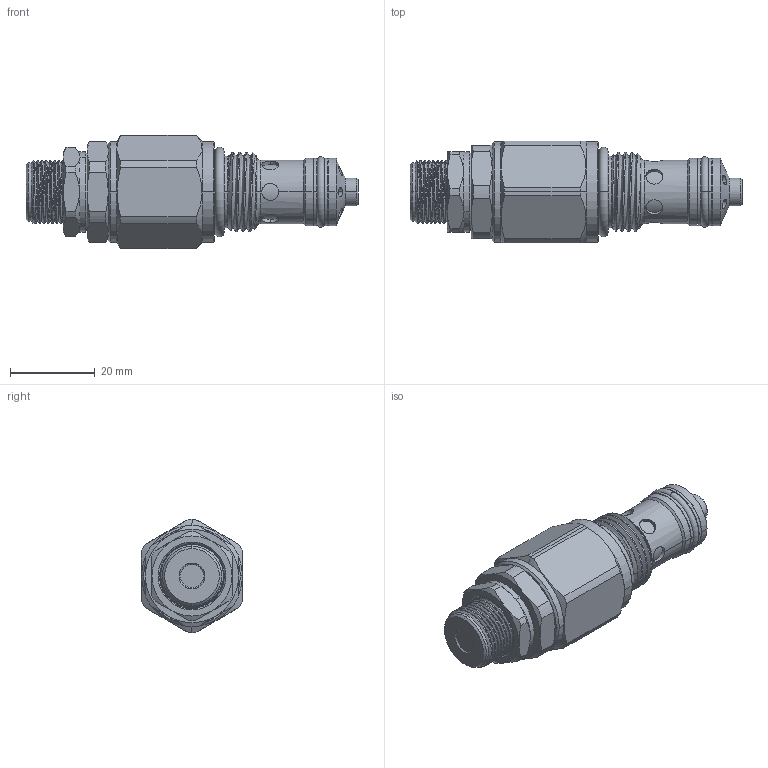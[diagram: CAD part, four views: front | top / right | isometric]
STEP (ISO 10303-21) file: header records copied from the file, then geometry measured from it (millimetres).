
FILE_DESCRIPTION (( 'STEP AP203' ), '1' );
FILE_NAME ('RD19E2S-L.STEP', '2024-06-14T06:51:57', ( '' ), ( '' ), 'SwSTEP 2.0', 'SolidWorks 2018', '' );
FILE_SCHEMA (( 'CONFIG_CONTROL_DESIGN' ));
Length unit declared in the file: millimetre
Products named in the file (1): RD19E2S-L
Bounding box: 78.35 x 24 x 26.7 mm (x, y, z)
Volume: 23541.2 mm3; surface area: 6756.9 mm2
Topology: 1 solids, 1 shells, 220 faces, 535 edges, 338 vertices
Faces by surface type: cylinder 107, plane 51, cone 46, bspline 10, torus 6
Entity records: 12528 total; most frequent: CARTESIAN_POINT 7623, ORIENTED_EDGE 1070, DIRECTION 937, EDGE_CURVE 535, AXIS2_PLACEMENT_3D 381, VERTEX_POINT 338, EDGE_LOOP 241, ADVANCED_FACE 220
